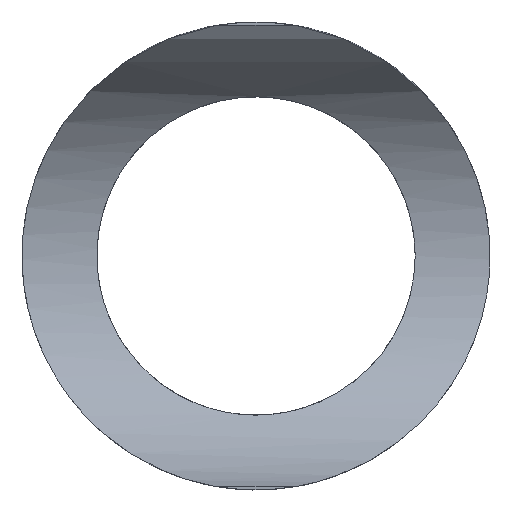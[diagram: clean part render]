
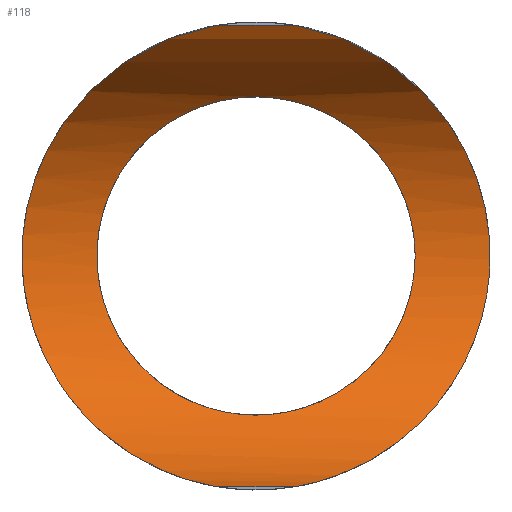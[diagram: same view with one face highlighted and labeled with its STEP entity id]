
A CAD part, left-side view. The second image highlights one B-rep face of the part: STEP entity #118.
In plain terms, the highlighted cylindrical face has radius 9.525 mm (diameter 19.05 mm), a partial arc.
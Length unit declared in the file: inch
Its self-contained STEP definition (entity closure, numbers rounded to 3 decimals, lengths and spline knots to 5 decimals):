
#15=FACE_BOUND('',#39,.T.);
#19=B_SPLINE_CURVE_WITH_KNOTS('',3,(#200,#201,#202,#203,#204,#205,#206,
#207,#208,#209,#210,#211,#212,#213,#214,#215,#216,#217,#218,#219,#220,#221,
#222,#223,#224,#225,#226,#227,#228,#229,#230,#231,#232,#233,#234,#235,#236,
#237,#238,#239,#240,#241),.UNSPECIFIED.,.T.,.F.,(4,2,2,2,2,2,2,2,2,2,2,
2,2,2,2,2,2,2,2,2,4),(0.,0.21232,0.42464,0.72239,
0.87126,1.02014,1.16901,1.31788,1.61563,
1.82795,2.04027,2.25259,2.46491,2.76266,
2.91153,3.06041,3.20928,3.35816,3.6559,
3.86822,4.08054),.UNSPECIFIED.);
#21=ELLIPSE('',#136,0.53033,0.375);
#22=ELLIPSE('',#137,0.53033,0.375);
#25=CYLINDRICAL_SURFACE('',#135,0.375);
#30=FACE_OUTER_BOUND('',#38,.T.);
#38=EDGE_LOOP('',(#87,#88,#89,#90));
#39=EDGE_LOOP('',(#91));
#53=LINE('',#191,#57);
#54=LINE('',#198,#58);
#57=VECTOR('',#153,0.125);
#58=VECTOR('',#162,0.125);
#61=VERTEX_POINT('',#189);
#62=VERTEX_POINT('',#190);
#63=VERTEX_POINT('',#194);
#64=VERTEX_POINT('',#196);
#65=VERTEX_POINT('',#199);
#71=EDGE_CURVE('',#61,#62,#53,.T.);
#73=EDGE_CURVE('',#63,#62,#21,.T.);
#74=EDGE_CURVE('',#64,#61,#22,.T.);
#75=EDGE_CURVE('',#63,#64,#54,.T.);
#76=EDGE_CURVE('',#65,#65,#19,.T.);
#87=ORIENTED_EDGE('',*,*,#73,.T.);
#88=ORIENTED_EDGE('',*,*,#71,.F.);
#89=ORIENTED_EDGE('',*,*,#74,.F.);
#90=ORIENTED_EDGE('',*,*,#75,.F.);
#91=ORIENTED_EDGE('',*,*,#76,.T.);
#118=ADVANCED_FACE('',(#30,#15),#25,.F.);
#135=AXIS2_PLACEMENT_3D('',#193,#156,#157);
#136=AXIS2_PLACEMENT_3D('',#195,#158,#159);
#137=AXIS2_PLACEMENT_3D('',#197,#160,#161);
#153=DIRECTION('',(0.,1.,0.));
#156=DIRECTION('center_axis',(0.,1.,0.));
#157=DIRECTION('ref_axis',(1.,0.,0.));
#158=DIRECTION('center_axis',(-0.707,0.707,0.));
#159=DIRECTION('ref_axis',(0.707,0.707,0.));
#160=DIRECTION('center_axis',(0.707,0.707,0.));
#161=DIRECTION('ref_axis',(0.707,-0.707,0.));
#162=DIRECTION('',(0.,-1.,0.));
#189=CARTESIAN_POINT('',(-2.625,-0.0625,-0.36975));
#190=CARTESIAN_POINT('',(-2.625,0.0625,-0.36975));
#191=CARTESIAN_POINT('',(-2.625,-0.0625,-0.36975));
#193=CARTESIAN_POINT('Origin',(-2.6875,-2.5815,0.));
#194=CARTESIAN_POINT('',(-2.625,0.0625,0.36975));
#195=CARTESIAN_POINT('Origin',(-2.6875,0.,0.));
#196=CARTESIAN_POINT('',(-2.625,-0.0625,0.36975));
#197=CARTESIAN_POINT('Origin',(-2.6875,0.,0.));
#198=CARTESIAN_POINT('',(-2.625,0.0625,0.36975));
#199=CARTESIAN_POINT('',(-2.3125,-0.255,0.));
#200=CARTESIAN_POINT('Ctrl Pts',(-2.41255,0.,
-0.255));
#201=CARTESIAN_POINT('Ctrl Pts',(-2.41255,0.02786,-0.255));
#202=CARTESIAN_POINT('Ctrl Pts',(-2.40787,0.05708,-0.25017));
#203=CARTESIAN_POINT('Ctrl Pts',(-2.3921,0.11103,-0.23133));
#204=CARTESIAN_POINT('Ctrl Pts',(-2.38133,0.13586,-0.21735));
#205=CARTESIAN_POINT('Ctrl Pts',(-2.35698,0.18511,-0.17912));
#206=CARTESIAN_POINT('Ctrl Pts',(-2.34142,0.21061,-0.149));
#207=CARTESIAN_POINT('Ctrl Pts',(-2.32467,0.23684,-0.09651));
#208=CARTESIAN_POINT('Ctrl Pts',(-2.32014,0.24364,-0.07781));
#209=CARTESIAN_POINT('Ctrl Pts',(-2.31406,0.25272,-0.03932));
#210=CARTESIAN_POINT('Ctrl Pts',(-2.3125,0.255,-0.01954));
#211=CARTESIAN_POINT('Ctrl Pts',(-2.3125,0.255,0.01954));
#212=CARTESIAN_POINT('Ctrl Pts',(-2.31406,0.25272,0.03932));
#213=CARTESIAN_POINT('Ctrl Pts',(-2.32014,0.24364,0.07781));
#214=CARTESIAN_POINT('Ctrl Pts',(-2.32467,0.23684,0.09651));
#215=CARTESIAN_POINT('Ctrl Pts',(-2.34142,0.21061,0.149));
#216=CARTESIAN_POINT('Ctrl Pts',(-2.35698,0.18511,0.17912));
#217=CARTESIAN_POINT('Ctrl Pts',(-2.38133,0.13586,0.21735));
#218=CARTESIAN_POINT('Ctrl Pts',(-2.3921,0.11103,0.23133));
#219=CARTESIAN_POINT('Ctrl Pts',(-2.40787,0.05708,0.25017));
#220=CARTESIAN_POINT('Ctrl Pts',(-2.41255,0.02786,0.255));
#221=CARTESIAN_POINT('Ctrl Pts',(-2.41255,-0.02786,
0.255));
#222=CARTESIAN_POINT('Ctrl Pts',(-2.40787,-0.05708,0.25017));
#223=CARTESIAN_POINT('Ctrl Pts',(-2.3921,-0.11103,0.23133));
#224=CARTESIAN_POINT('Ctrl Pts',(-2.38133,-0.13586,0.21735));
#225=CARTESIAN_POINT('Ctrl Pts',(-2.35698,-0.18511,0.17912));
#226=CARTESIAN_POINT('Ctrl Pts',(-2.34142,-0.21061,0.149));
#227=CARTESIAN_POINT('Ctrl Pts',(-2.32467,-0.23684,0.09651));
#228=CARTESIAN_POINT('Ctrl Pts',(-2.32014,-0.24364,0.07781));
#229=CARTESIAN_POINT('Ctrl Pts',(-2.31406,-0.25272,0.03932));
#230=CARTESIAN_POINT('Ctrl Pts',(-2.3125,-0.255,0.01954));
#231=CARTESIAN_POINT('Ctrl Pts',(-2.3125,-0.255,-0.01954));
#232=CARTESIAN_POINT('Ctrl Pts',(-2.31406,-0.25272,-0.03932));
#233=CARTESIAN_POINT('Ctrl Pts',(-2.32014,-0.24364,-0.07781));
#234=CARTESIAN_POINT('Ctrl Pts',(-2.32467,-0.23684,-0.09651));
#235=CARTESIAN_POINT('Ctrl Pts',(-2.34142,-0.21061,-0.149));
#236=CARTESIAN_POINT('Ctrl Pts',(-2.35698,-0.18511,-0.17912));
#237=CARTESIAN_POINT('Ctrl Pts',(-2.38133,-0.13586,-0.21735));
#238=CARTESIAN_POINT('Ctrl Pts',(-2.3921,-0.11103,-0.23133));
#239=CARTESIAN_POINT('Ctrl Pts',(-2.40787,-0.05708,-0.25017));
#240=CARTESIAN_POINT('Ctrl Pts',(-2.41255,-0.02786,
-0.255));
#241=CARTESIAN_POINT('Ctrl Pts',(-2.41255,0.,
-0.255));
